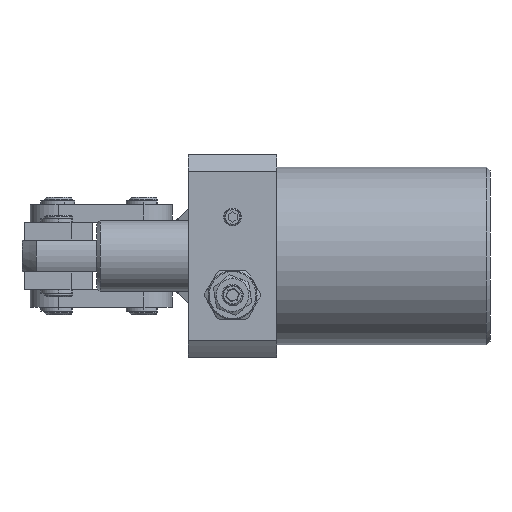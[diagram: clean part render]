
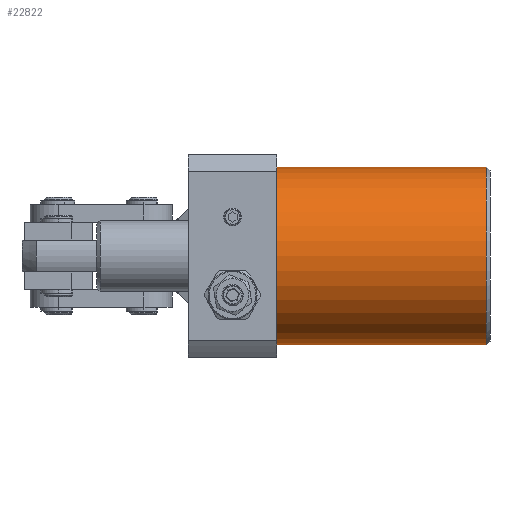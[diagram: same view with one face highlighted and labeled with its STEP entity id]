
A CAD part, left-side view. The second image highlights one B-rep face of the part: STEP entity #22822.
In plain terms, the highlighted cylindrical face has radius 25 mm (diameter 50 mm), a partial arc.
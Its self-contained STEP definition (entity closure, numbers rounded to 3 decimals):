
#311 = FACE_OUTER_BOUND ( 'NONE', #30134, .T. ) ;
#4840 = CARTESIAN_POINT ( 'NONE',  ( 0., -60., -25. ) ) ;
#5468 = CARTESIAN_POINT ( 'NONE',  ( 0., 0., 0. ) ) ;
#5892 = CARTESIAN_POINT ( 'NONE',  ( 0., 0., 25. ) ) ;
#7780 = DIRECTION ( 'NONE',  ( 0., 1., 0. ) ) ;
#8107 = VECTOR ( 'NONE', #16320, 1000. ) ;
#8382 = DIRECTION ( 'NONE',  ( 0., 0., 1. ) ) ;
#8874 = ORIENTED_EDGE ( 'NONE', *, *, #29170, .F. ) ;
#9172 = ORIENTED_EDGE ( 'NONE', *, *, #16553, .T. ) ;
#9367 = VERTEX_POINT ( 'NONE', #27232 ) ;
#10456 = ORIENTED_EDGE ( 'NONE', *, *, #26877, .T. ) ;
#13991 = VECTOR ( 'NONE', #22106, 1000. ) ;
#14775 = CYLINDRICAL_SURFACE ( 'NONE', #34049, 25. ) ;
#15577 = VERTEX_POINT ( 'NONE', #5892 ) ;
#16032 = CIRCLE ( 'NONE', #24777, 25. ) ;
#16278 = DIRECTION ( 'NONE',  ( 0., 1., 0. ) ) ;
#16320 = DIRECTION ( 'NONE',  ( 0., 1., 0. ) ) ;
#16527 = VERTEX_POINT ( 'NONE', #21803 ) ;
#16553 = EDGE_CURVE ( 'NONE', #19521, #16527, #32793, .T. ) ;
#18367 = ORIENTED_EDGE ( 'NONE', *, *, #33605, .T. ) ;
#19521 = VERTEX_POINT ( 'NONE', #32641 ) ;
#21803 = CARTESIAN_POINT ( 'NONE',  ( 0., -59., 25. ) ) ;
#22106 = DIRECTION ( 'NONE',  ( 0., 1., 0. ) ) ;
#22822 = ADVANCED_FACE ( 'NONE', ( #311 ), #14775, .T. ) ;
#24777 = AXIS2_PLACEMENT_3D ( 'NONE', #5468, #25628, #8382 ) ;
#25628 = DIRECTION ( 'NONE',  ( 0., -1., 0. ) ) ;
#26877 = EDGE_CURVE ( 'NONE', #15577, #9367, #16032, .T. ) ;
#27232 = CARTESIAN_POINT ( 'NONE',  ( 0., 0., -25. ) ) ;
#27916 = DIRECTION ( 'NONE',  ( 0., 0., 1. ) ) ;
#29170 = EDGE_CURVE ( 'NONE', #19521, #9367, #29284, .T. ) ;
#29284 = LINE ( 'NONE', #4840, #13991 ) ;
#30134 = EDGE_LOOP ( 'NONE', ( #8874, #9172, #18367, #10456 ) ) ;
#30623 = CARTESIAN_POINT ( 'NONE',  ( 0., -60., 25. ) ) ;
#30720 = AXIS2_PLACEMENT_3D ( 'NONE', #33493, #16278, #36386 ) ;
#31063 = LINE ( 'NONE', #30623, #8107 ) ;
#32641 = CARTESIAN_POINT ( 'NONE',  ( 0., -59., -25. ) ) ;
#32793 = CIRCLE ( 'NONE', #30720, 25. ) ;
#33493 = CARTESIAN_POINT ( 'NONE',  ( 0., -59., 0. ) ) ;
#33602 = CARTESIAN_POINT ( 'NONE',  ( 0., -60., 0. ) ) ;
#33605 = EDGE_CURVE ( 'NONE', #16527, #15577, #31063, .T. ) ;
#34049 = AXIS2_PLACEMENT_3D ( 'NONE', #33602, #7780, #27916 ) ;
#36386 = DIRECTION ( 'NONE',  ( 0., 0., -1. ) ) ;
